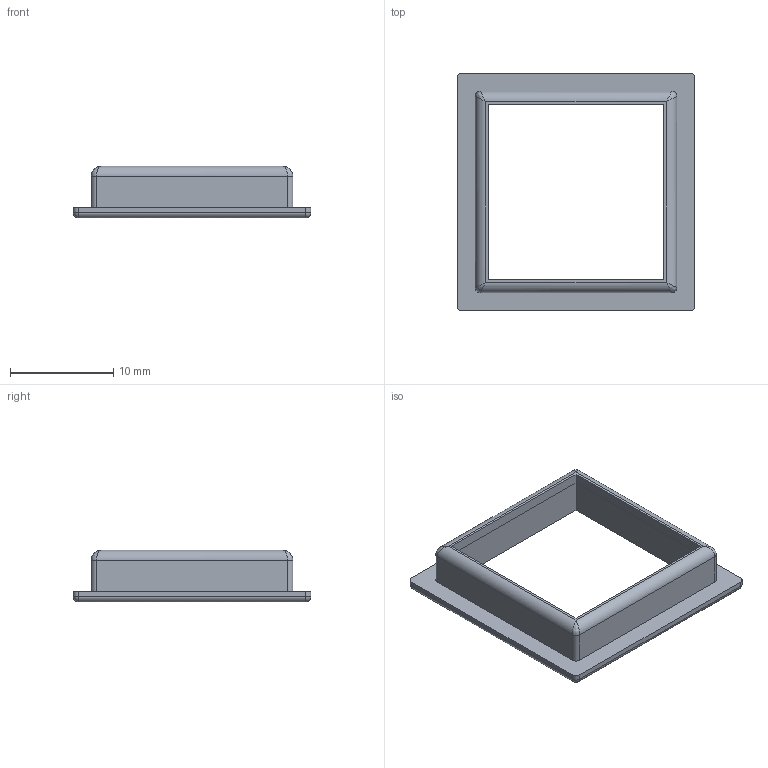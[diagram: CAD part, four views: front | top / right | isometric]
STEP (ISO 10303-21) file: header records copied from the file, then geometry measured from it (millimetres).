
FILE_DESCRIPTION(/* description */ (''),/* implementation_level */ '2;1');
FILE_NAME(/* name */ 'ECM Button Outer v2.step',/* time_stamp */ '2022-01-16T07:30:08+10:00',/* author */ (''),/* organization */ (''),/* preprocessor_version */ 'ST-DEVELOPER v18.1',/* originating_system */ 'Autodesk Translation Framework v10.10.0.1391',/* authorisation */ '');
FILE_SCHEMA (('AUTOMOTIVE_DESIGN { 1 0 10303 214 3 1 1 }'));
Length unit declared in the file: millimetre
Products named in the file (1): ECM Button Outer
Bounding box: 23 x 23 x 5 mm (x, y, z)
Volume: 369.8 mm3; surface area: 1189.9 mm2
Topology: 1 solids, 1 shells, 44 faces, 100 edges, 56 vertices
Faces by surface type: plane 20, cylinder 16, bspline 4, sphere 4
Entity records: 1321 total; most frequent: CARTESIAN_POINT 313, DIRECTION 210, ORIENTED_EDGE 192, EDGE_CURVE 96, AXIS2_PLACEMENT_3D 73, LINE 64, VECTOR 64, VERTEX_POINT 56
